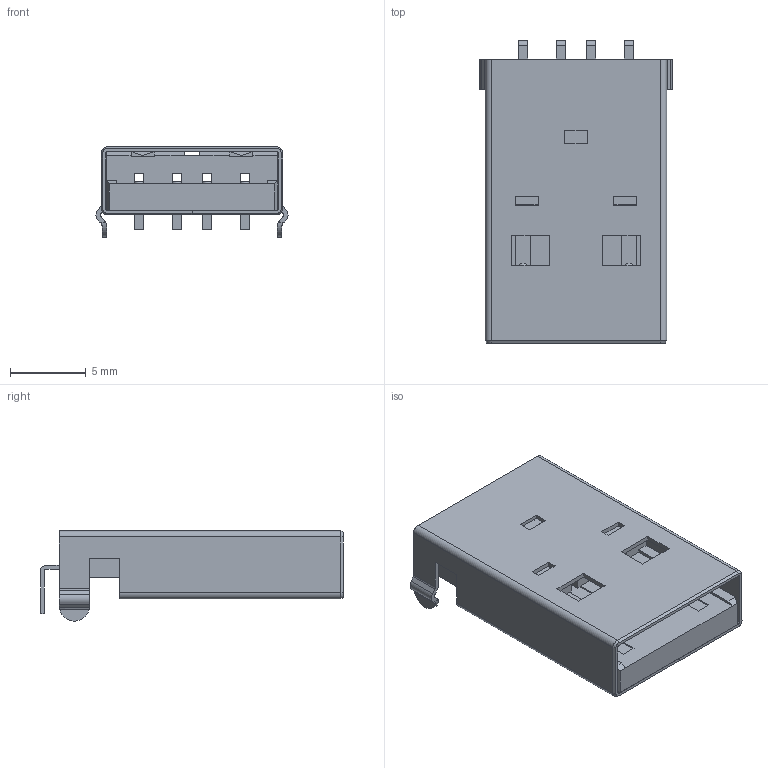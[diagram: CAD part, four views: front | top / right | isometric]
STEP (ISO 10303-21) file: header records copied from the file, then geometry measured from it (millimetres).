
FILE_DESCRIPTION( ( '' ), ' ' );
FILE_NAME( '587620cb608a37105dff8271.step', '2017-01-11T12:10:52', ( '' ), ( '' ), ' ', ' ', ' ' );
FILE_SCHEMA( ( 'AUTOMOTIVE_DESIGN { 1 0 10303 214 1 1 1 1 }' ) );
Length unit declared in the file: metre
Products named in the file (1): Open CASCADE STEP translator 6.8 1
Bounding box: 12.7 x 20.02 x 5.97 mm (x, y, z)
Volume: 700.4 mm3; surface area: 1872.7 mm2
Topology: 1 solids, 1 shells, 298 faces, 855 edges, 558 vertices
Faces by surface type: plane 220, cylinder 64, torus 8, cone 6
Full cylindrical faces by diameter (mm): 1 x2
Entity records: 16328 total; most frequent: CARTESIAN_POINT 1772, ORIENTED_EDGE 1698, DIRECTION 1573, STYLED_ITEM 1147, PRESENTATION_STYLE_ASSIGNMENT 1147, COLOUR_RGB 1147, EDGE_CURVE 849, CURVE_STYLE 849
